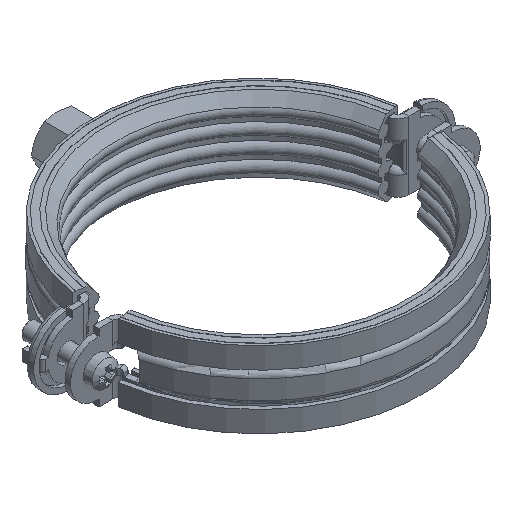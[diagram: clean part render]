
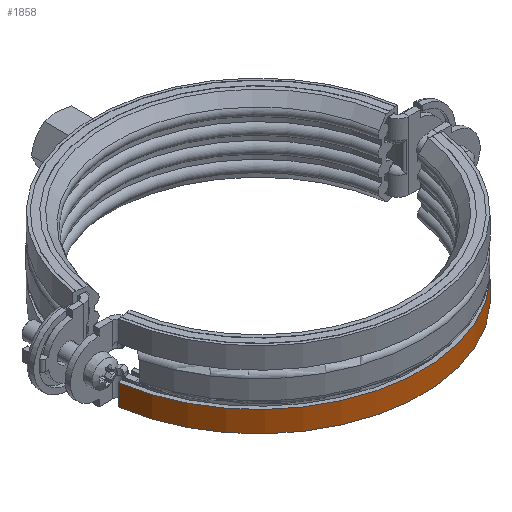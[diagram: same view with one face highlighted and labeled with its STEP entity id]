
A CAD part, isometric view. The second image highlights one B-rep face of the part: STEP entity #1858.
In plain terms, the highlighted cylindrical face has radius 60.25 mm (diameter 120.5 mm), a partial arc.
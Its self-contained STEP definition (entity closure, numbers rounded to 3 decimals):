
#1409=CARTESIAN_POINT('',(59.664,-8.385,-6.25));
#1410=VERTEX_POINT('',#1409);
#1417=CARTESIAN_POINT('',(59.664,-8.385,-14.0));
#1418=VERTEX_POINT('',#1417);
#1419=CARTESIAN_POINT('',(59.664,-8.385,-6.25));
#1420=DIRECTION('',(0.0,0.0,-1.0));
#1421=VECTOR('',#1420,7.75);
#1422=LINE('',#1419,#1421);
#1423=EDGE_CURVE('',#1410,#1418,#1422,.T.);
#1814=CARTESIAN_POINT('',(-59.664,-8.385,-6.25));
#1815=VERTEX_POINT('',#1814);
#1822=CARTESIAN_POINT('',(0.0,0.0,-6.25));
#1823=DIRECTION('',(0.0,0.0,-1.0));
#1824=DIRECTION('',(0.99,-0.139,0.0));
#1825=AXIS2_PLACEMENT_3D('',#1822,#1823,#1824);
#1826=CIRCLE('',#1825,60.25);
#1827=EDGE_CURVE('',#1410,#1815,#1826,.T.);
#1834=CARTESIAN_POINT('',(0.0,0.0,-10.125));
#1835=DIRECTION('',(0.0,0.0,-1.0));
#1836=DIRECTION('',(0.99,-0.139,0.0));
#1837=AXIS2_PLACEMENT_3D('',#1834,#1835,#1836);
#1838=CYLINDRICAL_SURFACE('',#1837,60.25);
#1839=CARTESIAN_POINT('',(-59.664,-8.385,-14.0));
#1840=VERTEX_POINT('',#1839);
#1841=CARTESIAN_POINT('',(-59.664,-8.385,-6.25));
#1842=DIRECTION('',(0.0,0.0,-1.0));
#1843=VECTOR('',#1842,7.75);
#1844=LINE('',#1841,#1843);
#1845=EDGE_CURVE('',#1815,#1840,#1844,.T.);
#1846=ORIENTED_EDGE('',*,*,#1845,.T.);
#1847=CARTESIAN_POINT('',(0.0,0.0,-14.0));
#1848=DIRECTION('',(0.0,0.0,-1.0));
#1849=DIRECTION('',(0.99,-0.139,0.0));
#1850=AXIS2_PLACEMENT_3D('',#1847,#1848,#1849);
#1851=CIRCLE('',#1850,60.25);
#1852=EDGE_CURVE('',#1418,#1840,#1851,.T.);
#1853=ORIENTED_EDGE('',*,*,#1852,.F.);
#1854=ORIENTED_EDGE('',*,*,#1423,.F.);
#1855=ORIENTED_EDGE('',*,*,#1827,.T.);
#1856=EDGE_LOOP('',(#1846,#1853,#1854,#1855));
#1857=FACE_OUTER_BOUND('',#1856,.T.);
#1858=ADVANCED_FACE('',(#1857),#1838,.T.);
